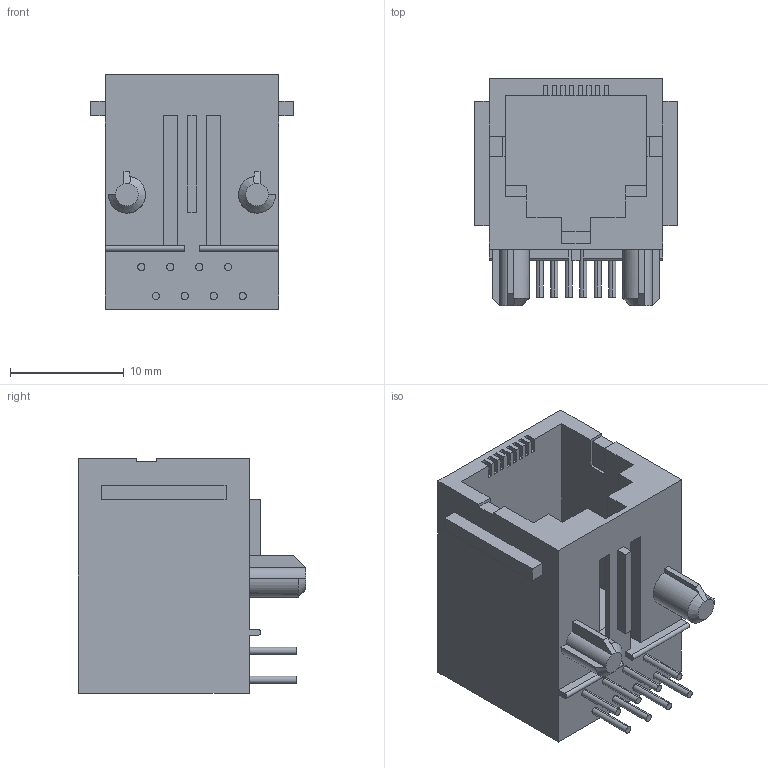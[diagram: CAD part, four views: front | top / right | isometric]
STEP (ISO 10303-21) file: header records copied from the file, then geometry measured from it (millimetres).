
FILE_DESCRIPTION (( 'STEP AP214' ), '1' );
FILE_NAME ('RJ45-8L-B.STEP', '2019-08-12T12:57:17', ( '' ), ( '' ), 'SwSTEP 2.0', 'SolidWorks 2017', '' );
FILE_SCHEMA (( 'AUTOMOTIVE_DESIGN' ));
Length unit declared in the file: inch
Products named in the file (1): RJ45-8L-B
Bounding box: 17.78 x 19.94 x 20.57 mm (x, y, z)
Volume: 2791.7 mm3; surface area: 2809.7 mm2
Topology: 9 solids, 9 shells, 149 faces, 382 edges, 252 vertices
Faces by surface type: plane 125, cylinder 22, cone 2
Entity records: 4596 total; most frequent: CARTESIAN_POINT 796, ORIENTED_EDGE 764, DIRECTION 724, EDGE_CURVE 382, LINE 332, VECTOR 332, VERTEX_POINT 252, AXIS2_PLACEMENT_3D 196
